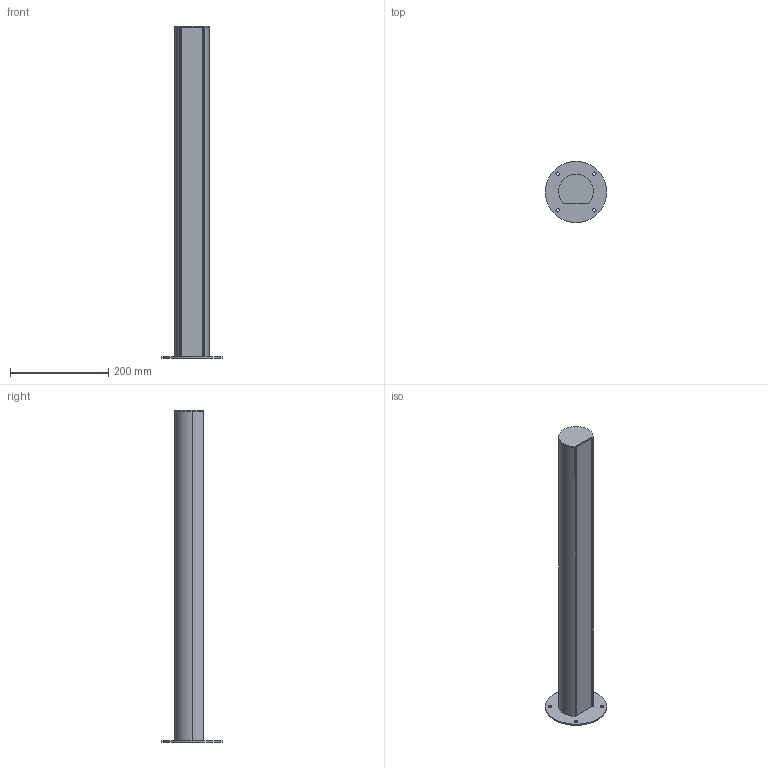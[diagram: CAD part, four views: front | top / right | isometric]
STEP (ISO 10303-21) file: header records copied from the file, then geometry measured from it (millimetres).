
FILE_DESCRIPTION (( 'STEP AP214' ), '1' );
FILE_NAME ('6290091.stp', '2016-06-30T07:21:11', ( '' ), ( '' ), 'SwSTEP 2.0', 'SolidWorks 2014', '' );
FILE_SCHEMA (( 'AUTOMOTIVE_DESIGN' ));
Length unit declared in the file: millimetre
Products named in the file (7): 6290091; 026463_L=670; 031659_Standard; 031665_Standard; 026468_L=670; 031662_Standard; 031168_L=670
Assembly tree (6 placements, depth 3):
  6290091
    026463_L=670
    031168_L=670
      026468_L=670
    031659_Standard
    031665_Standard
      031662_Standard
Bounding box: 125 x 125 x 676 mm (x, y, z)
Volume: 361911.9 mm3; surface area: 372315.3 mm2
Topology: 4 solids, 4 shells, 66 faces, 174 edges, 116 vertices
Faces by surface type: plane 34, cylinder 32
Entity records: 2332 total; most frequent: DIRECTION 392, CARTESIAN_POINT 367, ORIENTED_EDGE 348, EDGE_CURVE 174, AXIS2_PLACEMENT_3D 141, VERTEX_POINT 116, LINE 110, VECTOR 110
